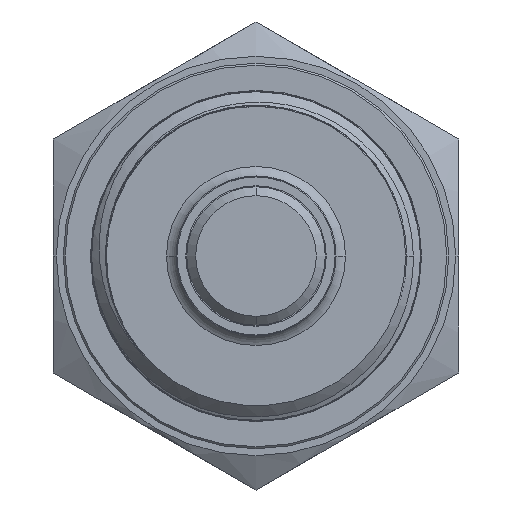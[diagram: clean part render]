
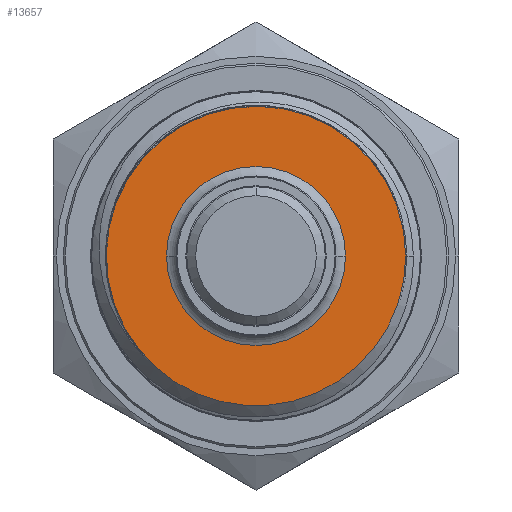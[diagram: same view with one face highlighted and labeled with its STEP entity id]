
A CAD part, front view. The second image highlights one B-rep face of the part: STEP entity #13657.
In plain terms, the highlighted planar face has unit normal (0, -1, 0).
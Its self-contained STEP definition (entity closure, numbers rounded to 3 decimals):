
#33 = DIRECTION ( 'NONE',  ( 0., 1., 0. ) ) ;
#1019 = DIRECTION ( 'NONE',  ( 0., -1., 0. ) ) ;
#1308 = CARTESIAN_POINT ( 'NONE',  ( 9.05, -21.5, 0. ) ) ;
#2270 = EDGE_LOOP ( 'NONE', ( #8708, #2396 ) ) ;
#2353 = DIRECTION ( 'NONE',  ( 1., 0., 0. ) ) ;
#2396 = ORIENTED_EDGE ( 'NONE', *, *, #7665, .F. ) ;
#2424 = DIRECTION ( 'NONE',  ( 1., 0., 0. ) ) ;
#3473 = CARTESIAN_POINT ( 'NONE',  ( 0., -21.5, 0. ) ) ;
#3632 = VERTEX_POINT ( 'NONE', #1308 ) ;
#3649 = CARTESIAN_POINT ( 'NONE',  ( 0., -21.5, 0. ) ) ;
#3685 = DIRECTION ( 'NONE',  ( 1., 0., 0. ) ) ;
#3852 = CIRCLE ( 'NONE', #9890, 9.05 ) ;
#4436 = FACE_OUTER_BOUND ( 'NONE', #5939, .T. ) ;
#4693 = DIRECTION ( 'NONE',  ( 0., 1., 0. ) ) ;
#4725 = CARTESIAN_POINT ( 'NONE',  ( 15.145, -21.5, 0. ) ) ;
#4837 = CIRCLE ( 'NONE', #8461, 15.145 ) ;
#5680 = ORIENTED_EDGE ( 'NONE', *, *, #8879, .F. ) ;
#5939 = EDGE_LOOP ( 'NONE', ( #14533, #5680 ) ) ;
#6472 = VERTEX_POINT ( 'NONE', #13125 ) ;
#6502 = CIRCLE ( 'NONE', #11330, 9.05 ) ;
#6820 = DIRECTION ( 'NONE',  ( 0., -1., 0. ) ) ;
#6975 = CARTESIAN_POINT ( 'NONE',  ( 0., -21.5, 0. ) ) ;
#7072 = EDGE_CURVE ( 'NONE', #3632, #6472, #3852, .T. ) ;
#7231 = AXIS2_PLACEMENT_3D ( 'NONE', #9215, #1019, #14725 ) ;
#7665 = EDGE_CURVE ( 'NONE', #3632, #6472, #6502, .T. ) ;
#8461 = AXIS2_PLACEMENT_3D ( 'NONE', #10222, #13981, #10447 ) ;
#8707 = CIRCLE ( 'NONE', #9677, 15.145 ) ;
#8708 = ORIENTED_EDGE ( 'NONE', *, *, #7072, .T. ) ;
#8879 = EDGE_CURVE ( 'NONE', #12954, #9471, #8707, .T. ) ;
#9004 = EDGE_CURVE ( 'NONE', #12954, #9471, #4837, .T. ) ;
#9215 = CARTESIAN_POINT ( 'NONE',  ( 0., -21.5, 0. ) ) ;
#9471 = VERTEX_POINT ( 'NONE', #11832 ) ;
#9677 = AXIS2_PLACEMENT_3D ( 'NONE', #3649, #4693, #2424 ) ;
#9890 = AXIS2_PLACEMENT_3D ( 'NONE', #3473, #33, #3685 ) ;
#10222 = CARTESIAN_POINT ( 'NONE',  ( 0., -21.5, 0. ) ) ;
#10263 = FACE_BOUND ( 'NONE', #2270, .T. ) ;
#10447 = DIRECTION ( 'NONE',  ( 1., 0., 0. ) ) ;
#11330 = AXIS2_PLACEMENT_3D ( 'NONE', #6975, #6820, #2353 ) ;
#11832 = CARTESIAN_POINT ( 'NONE',  ( -13.27, -21.5, -7.301 ) ) ;
#12445 = PLANE ( 'NONE',  #7231 ) ;
#12954 = VERTEX_POINT ( 'NONE', #4725 ) ;
#13125 = CARTESIAN_POINT ( 'NONE',  ( -9.05, -21.5, 0. ) ) ;
#13657 = ADVANCED_FACE ( 'NONE', ( #10263, #4436 ), #12445, .T. ) ;
#13981 = DIRECTION ( 'NONE',  ( 0., -1., 0. ) ) ;
#14533 = ORIENTED_EDGE ( 'NONE', *, *, #9004, .T. ) ;
#14725 = DIRECTION ( 'NONE',  ( 0., 0., -1. ) ) ;
